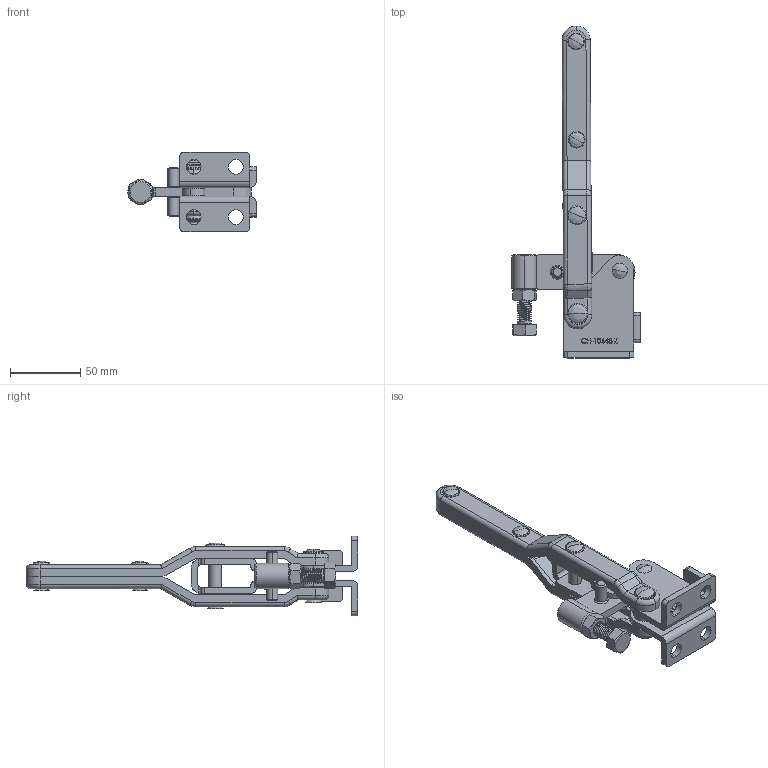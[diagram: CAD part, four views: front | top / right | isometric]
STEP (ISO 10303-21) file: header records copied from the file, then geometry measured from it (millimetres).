
FILE_DESCRIPTION (( 'STEP AP203' ), '1' );
FILE_NAME ('CH-10448-Z.STEP', '2010-06-05T01:43:36', ( '微软用户' ), ( '微软中国' ), 'SwSTEP 2.0', 'SolidWorks 2008', '' );
FILE_SCHEMA (( 'CONFIG_CONTROL_DESIGN' ));
Length unit declared in the file: millimetre
Products named in the file (12): CH-10444-04 CONNECTING-PLATE_默认; CH-10448-Z-01 FLANGED BASE_默认; CH-10444-05_默认; CH-10444-06_默认; CH-10448-Z; CH-10444-03 HANDLE_默认; CH-10444-09_默认; CH-10444-08_默认; CH-10448-Z-02  BAR_默认<按加工>; CH-10444-07_默认; M10 Nut_默认; CH-SA-105015 SPINDLE SUPPLIED_默认
Assembly tree (13 placements, depth 2):
  CH-10448-Z
    CH-10448-Z-02  BAR_默认<按加工>
    CH-10444-03 HANDLE_默认
    M10 Nut_默认
    CH-10448-Z-01 FLANGED BASE_默认
    CH-10444-05_默认  x2
    CH-10444-09_默认
    CH-10444-04 CONNECTING-PLATE_默认
    CH-10444-08_默认  x2
    CH-SA-105015 SPINDLE SUPPLIED_默认
    CH-10444-06_默认
    CH-10444-07_默认
Bounding box: 91.48 x 236.8 x 56.6 mm (x, y, z)
Volume: 117534.4 mm3; surface area: 75558.2 mm2
Topology: 25 solids, 25 shells, 905 faces, 2375 edges, 1541 vertices
Faces by surface type: plane 342, cylinder 292, bspline 189, cone 52, torus 30
Entity records: 40420 total; most frequent: CARTESIAN_POINT 18951, ORIENTED_EDGE 4630, DIRECTION 3497, EDGE_CURVE 2315, VERTEX_POINT 1514, VECTOR 1245, LINE 1245, AXIS2_PLACEMENT_3D 1126
